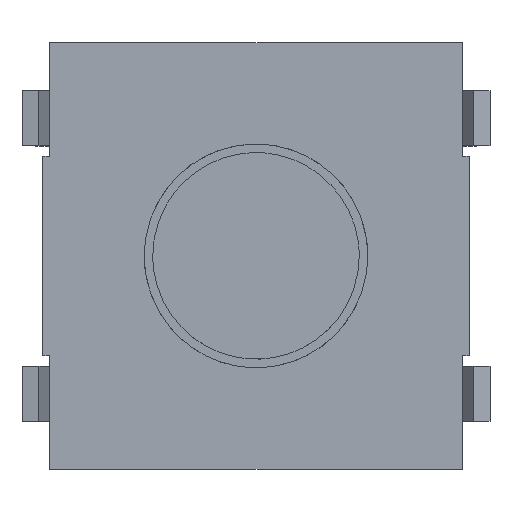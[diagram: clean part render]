
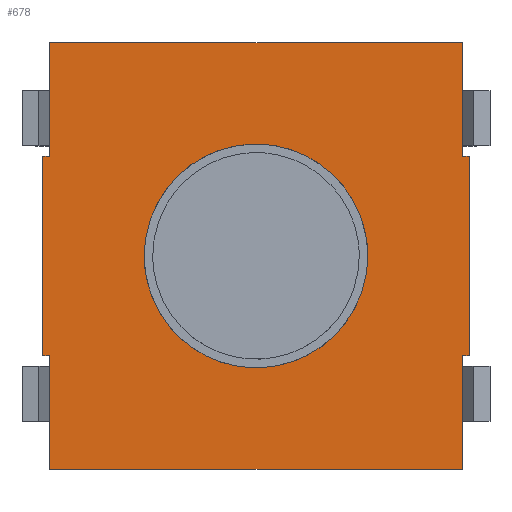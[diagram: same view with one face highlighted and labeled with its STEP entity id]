
A CAD part, top view. The second image highlights one B-rep face of the part: STEP entity #678.
In plain terms, the highlighted planar face has unit normal (0, 0, 1).
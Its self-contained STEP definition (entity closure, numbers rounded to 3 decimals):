
#12=FACE_BOUND('',#784,.T.);
#51=(
BOUNDED_CURVE()
B_SPLINE_CURVE(2,(#3057,#3058,#3059,#3060,#3061),.UNSPECIFIED.,.F.,.F.)
B_SPLINE_CURVE_WITH_KNOTS((3,2,3),(-5.105,-2.553,
0.),.UNSPECIFIED.)
CURVE()
GEOMETRIC_REPRESENTATION_ITEM()
RATIONAL_B_SPLINE_CURVE((1.,0.707,1.,0.707,1.))
REPRESENTATION_ITEM('')
);
#52=(
BOUNDED_CURVE()
B_SPLINE_CURVE(2,(#3062,#3063,#3064,#3065,#3066),.UNSPECIFIED.,.F.,.F.)
B_SPLINE_CURVE_WITH_KNOTS((3,2,3),(-5.105,-2.553,
0.),.UNSPECIFIED.)
CURVE()
GEOMETRIC_REPRESENTATION_ITEM()
RATIONAL_B_SPLINE_CURVE((1.,0.707,1.,0.707,1.))
REPRESENTATION_ITEM('')
);
#678=ADVANCED_FACE('',(#730,#12),#1884,.T.);
#730=FACE_OUTER_BOUND('',#783,.T.);
#783=EDGE_LOOP('',(#1043,#1044,#1045,#1046,#1047,#1048,#1049,#1050,#1051,
#1052,#1053,#1054));
#784=EDGE_LOOP('',(#1055,#1056));
#1043=ORIENTED_EDGE('',*,*,#1315,.T.);
#1044=ORIENTED_EDGE('',*,*,#1326,.T.);
#1045=ORIENTED_EDGE('',*,*,#1325,.T.);
#1046=ORIENTED_EDGE('',*,*,#1324,.T.);
#1047=ORIENTED_EDGE('',*,*,#1323,.T.);
#1048=ORIENTED_EDGE('',*,*,#1322,.T.);
#1049=ORIENTED_EDGE('',*,*,#1321,.T.);
#1050=ORIENTED_EDGE('',*,*,#1320,.T.);
#1051=ORIENTED_EDGE('',*,*,#1319,.T.);
#1052=ORIENTED_EDGE('',*,*,#1318,.T.);
#1053=ORIENTED_EDGE('',*,*,#1317,.T.);
#1054=ORIENTED_EDGE('',*,*,#1316,.T.);
#1055=ORIENTED_EDGE('',*,*,#1328,.T.);
#1056=ORIENTED_EDGE('',*,*,#1327,.T.);
#1315=EDGE_CURVE('',#1827,#1828,#1557,.T.);
#1316=EDGE_CURVE('',#1829,#1827,#1558,.T.);
#1317=EDGE_CURVE('',#1830,#1829,#1559,.T.);
#1318=EDGE_CURVE('',#1831,#1830,#1560,.T.);
#1319=EDGE_CURVE('',#1832,#1831,#1561,.T.);
#1320=EDGE_CURVE('',#1833,#1832,#1562,.T.);
#1321=EDGE_CURVE('',#1834,#1833,#1563,.T.);
#1322=EDGE_CURVE('',#1835,#1834,#1564,.T.);
#1323=EDGE_CURVE('',#1836,#1835,#1565,.T.);
#1324=EDGE_CURVE('',#1837,#1836,#1566,.T.);
#1325=EDGE_CURVE('',#1838,#1837,#1567,.T.);
#1326=EDGE_CURVE('',#1828,#1838,#1568,.T.);
#1327=EDGE_CURVE('',#1839,#1840,#51,.T.);
#1328=EDGE_CURVE('',#1840,#1839,#52,.T.);
#1557=B_SPLINE_CURVE_WITH_KNOTS('',1,(#3033,#3034),.UNSPECIFIED.,.F.,.F.,
(2,2),(-1.65,0.),.UNSPECIFIED.);
#1558=B_SPLINE_CURVE_WITH_KNOTS('',1,(#3035,#3036),.UNSPECIFIED.,.F.,.F.,
(2,2),(0.,0.1),.UNSPECIFIED.);
#1559=B_SPLINE_CURVE_WITH_KNOTS('',1,(#3037,#3038),.UNSPECIFIED.,.F.,.F.,
(2,2),(0.,2.9),.UNSPECIFIED.);
#1560=B_SPLINE_CURVE_WITH_KNOTS('',1,(#3039,#3040),.UNSPECIFIED.,.F.,.F.,
(2,2),(-0.1,0.),.UNSPECIFIED.);
#1561=B_SPLINE_CURVE_WITH_KNOTS('',1,(#3041,#3042),.UNSPECIFIED.,.F.,.F.,
(2,2),(-1.65,0.),.UNSPECIFIED.);
#1562=B_SPLINE_CURVE_WITH_KNOTS('',1,(#3043,#3044),.UNSPECIFIED.,.F.,.F.,
(2,2),(0.,6.),.UNSPECIFIED.);
#1563=B_SPLINE_CURVE_WITH_KNOTS('',1,(#3045,#3046),.UNSPECIFIED.,.F.,.F.,
(2,2),(0.,1.65),.UNSPECIFIED.);
#1564=B_SPLINE_CURVE_WITH_KNOTS('',1,(#3047,#3048),.UNSPECIFIED.,.F.,.F.,
(2,2),(0.,0.1),.UNSPECIFIED.);
#1565=B_SPLINE_CURVE_WITH_KNOTS('',1,(#3049,#3050),.UNSPECIFIED.,.F.,.F.,
(2,2),(0.,2.9),.UNSPECIFIED.);
#1566=B_SPLINE_CURVE_WITH_KNOTS('',1,(#3051,#3052),.UNSPECIFIED.,.F.,.F.,
(2,2),(-0.1,0.),.UNSPECIFIED.);
#1567=B_SPLINE_CURVE_WITH_KNOTS('',1,(#3053,#3054),.UNSPECIFIED.,.F.,.F.,
(2,2),(0.,1.65),.UNSPECIFIED.);
#1568=B_SPLINE_CURVE_WITH_KNOTS('',1,(#3055,#3056),.UNSPECIFIED.,.F.,.F.,
(2,2),(0.,6.),.UNSPECIFIED.);
#1827=VERTEX_POINT('',#3019);
#1828=VERTEX_POINT('',#3020);
#1829=VERTEX_POINT('',#3021);
#1830=VERTEX_POINT('',#3022);
#1831=VERTEX_POINT('',#3023);
#1832=VERTEX_POINT('',#3024);
#1833=VERTEX_POINT('',#3025);
#1834=VERTEX_POINT('',#3026);
#1835=VERTEX_POINT('',#3027);
#1836=VERTEX_POINT('',#3028);
#1837=VERTEX_POINT('',#3029);
#1838=VERTEX_POINT('',#3030);
#1839=VERTEX_POINT('',#3031);
#1840=VERTEX_POINT('',#3032);
#1884=PLANE('',#1948);
#1948=AXIS2_PLACEMENT_3D('',#3018,#1995,$);
#1995=DIRECTION('',(0.,0.,1.));
#3018=CARTESIAN_POINT('',(-3.732,-3.732,0.));
#3019=CARTESIAN_POINT('',(-3.,-1.45,0.));
#3020=CARTESIAN_POINT('',(-3.,-3.1,0.));
#3021=CARTESIAN_POINT('',(-3.1,-1.45,0.));
#3022=CARTESIAN_POINT('',(-3.1,1.45,0.));
#3023=CARTESIAN_POINT('',(-3.,1.45,0.));
#3024=CARTESIAN_POINT('',(-3.,3.1,0.));
#3025=CARTESIAN_POINT('',(3.,3.1,0.));
#3026=CARTESIAN_POINT('',(3.,1.45,0.));
#3027=CARTESIAN_POINT('',(3.1,1.45,0.));
#3028=CARTESIAN_POINT('',(3.1,-1.45,0.));
#3029=CARTESIAN_POINT('',(3.,-1.45,0.));
#3030=CARTESIAN_POINT('',(3.,-3.1,0.));
#3031=CARTESIAN_POINT('',(-1.625,0.,0.));
#3032=CARTESIAN_POINT('',(1.625,0.,0.));
#3033=CARTESIAN_POINT('',(-3.,-1.45,0.));
#3034=CARTESIAN_POINT('',(-3.,-3.1,0.));
#3035=CARTESIAN_POINT('',(-3.1,-1.45,0.));
#3036=CARTESIAN_POINT('',(-3.,-1.45,0.));
#3037=CARTESIAN_POINT('',(-3.1,1.45,0.));
#3038=CARTESIAN_POINT('',(-3.1,-1.45,0.));
#3039=CARTESIAN_POINT('',(-3.,1.45,0.));
#3040=CARTESIAN_POINT('',(-3.1,1.45,0.));
#3041=CARTESIAN_POINT('',(-3.,3.1,0.));
#3042=CARTESIAN_POINT('',(-3.,1.45,0.));
#3043=CARTESIAN_POINT('',(3.,3.1,0.));
#3044=CARTESIAN_POINT('',(-3.,3.1,0.));
#3045=CARTESIAN_POINT('',(3.,1.45,0.));
#3046=CARTESIAN_POINT('',(3.,3.1,0.));
#3047=CARTESIAN_POINT('',(3.1,1.45,0.));
#3048=CARTESIAN_POINT('',(3.,1.45,0.));
#3049=CARTESIAN_POINT('',(3.1,-1.45,0.));
#3050=CARTESIAN_POINT('',(3.1,1.45,0.));
#3051=CARTESIAN_POINT('',(3.,-1.45,0.));
#3052=CARTESIAN_POINT('',(3.1,-1.45,0.));
#3053=CARTESIAN_POINT('',(3.,-3.1,0.));
#3054=CARTESIAN_POINT('',(3.,-1.45,0.));
#3055=CARTESIAN_POINT('',(-3.,-3.1,0.));
#3056=CARTESIAN_POINT('',(3.,-3.1,0.));
#3057=CARTESIAN_POINT('',(-1.625,0.,0.));
#3058=CARTESIAN_POINT('',(-1.625,1.625,0.));
#3059=CARTESIAN_POINT('',(0.,1.625,0.));
#3060=CARTESIAN_POINT('',(1.625,1.625,0.));
#3061=CARTESIAN_POINT('',(1.625,0.,0.));
#3062=CARTESIAN_POINT('',(1.625,0.,0.));
#3063=CARTESIAN_POINT('',(1.625,-1.625,0.));
#3064=CARTESIAN_POINT('',(0.,-1.625,0.));
#3065=CARTESIAN_POINT('',(-1.625,-1.625,0.));
#3066=CARTESIAN_POINT('',(-1.625,0.,0.));
